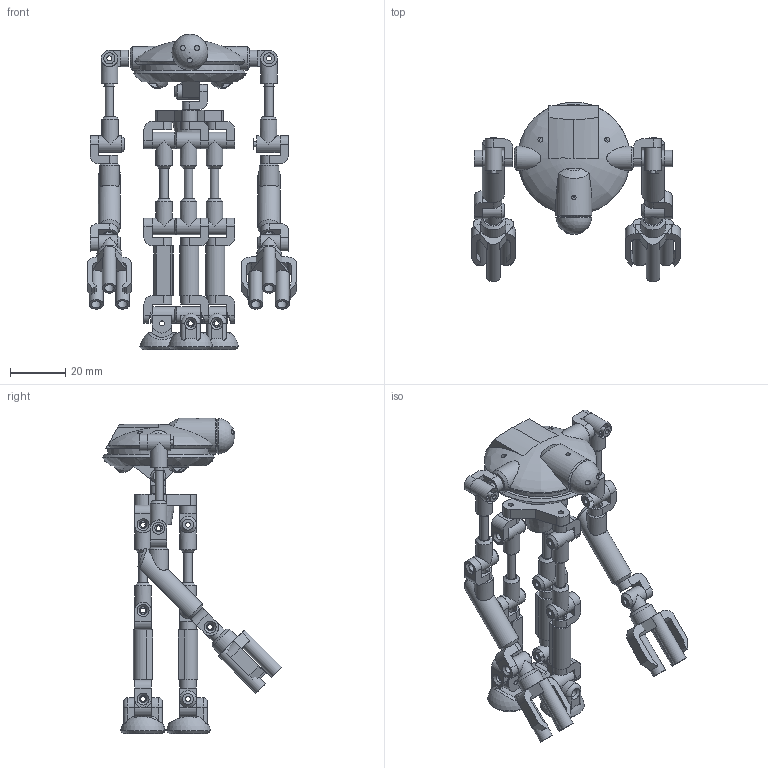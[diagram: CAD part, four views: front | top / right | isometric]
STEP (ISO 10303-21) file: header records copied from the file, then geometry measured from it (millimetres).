
FILE_DESCRIPTION(/* description */ (''),/* implementation_level */ '2;1');
FILE_NAME(/* name */ 'MarsRobo v12.step',/* time_stamp */ '2021-08-10T20:13:10+09:00',/* author */ (''),/* organization */ (''),/* preprocessor_version */ 'ST-DEVELOPER v18.1',/* originating_system */ 'Autodesk Translation Framework v10.9.0.1377',/* authorisation */ '');
FILE_SCHEMA (('AUTOMOTIVE_DESIGN { 1 0 10303 214 3 1 1 }'));
Length unit declared in the file: millimetre
Products named in the file (8): MarsRobo; Body; Arm; Reg1; RegB; Reg2; Reg3; ArmR
Assembly tree (7 placements, depth 3):
  MarsRobo
    Body
    Arm
    Reg1
      RegB
    Reg2
    Reg3
    ArmR
Bounding box: 75.68 x 64.78 x 113.96 mm (x, y, z)
Volume: 39766.5 mm3; surface area: 32397.8 mm2
Topology: 52 solids, 52 shells, 666 faces, 1530 edges, 991 vertices
Faces by surface type: plane 313, cylinder 235, cone 87, bspline 24, sphere 4, torus 3
Full cylindrical faces by diameter (mm): 1.62 x1, 1.8 x39, 2.43 x2, 2.52 x1, 2.7 x40, 3 x5, 3.2 x11, 3.5 x6, 5 x6, 5.4 x1, 6 x27, 6.4 x3, 7 x2, 8.64 x2, 9 x2, 12.96 x1
Entity records: 24276 total; most frequent: CARTESIAN_POINT 8481, DIRECTION 3286, ORIENTED_EDGE 3054, EDGE_CURVE 1527, AXIS2_PLACEMENT_3D 1263, VERTEX_POINT 991, EDGE_LOOP 856, LINE 760
